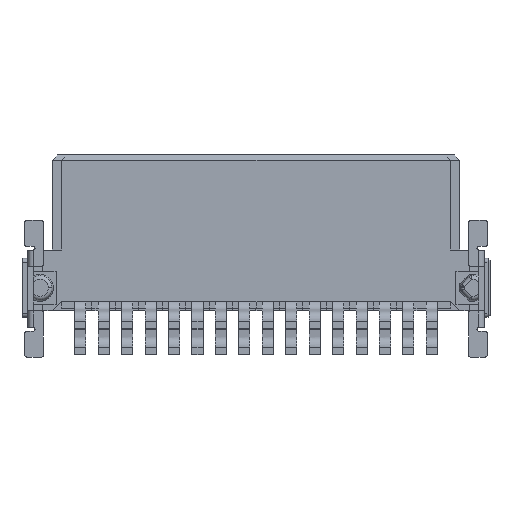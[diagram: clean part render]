
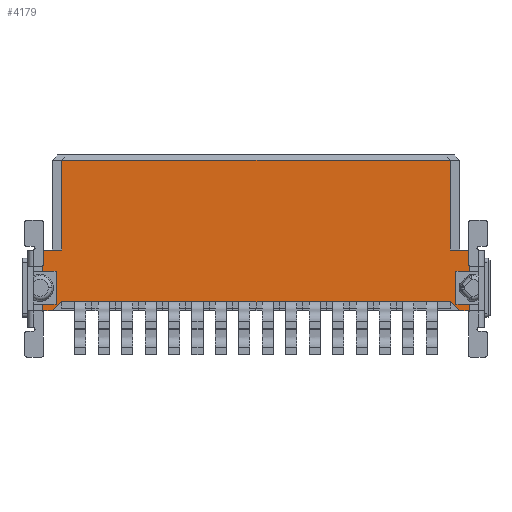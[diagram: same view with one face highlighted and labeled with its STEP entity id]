
A CAD part, front view. The second image highlights one B-rep face of the part: STEP entity #4179.
In plain terms, the highlighted planar face has unit normal (0, -1, 0).
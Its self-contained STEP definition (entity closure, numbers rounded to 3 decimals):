
#4042=AXIS2_PLACEMENT_3D('Plane Axis2P3D',#4039,#4040,#4041) ;
#2760=CARTESIAN_POINT('Line Origine',(23.88,1.373,4.65)) ;
#2764=CARTESIAN_POINT('Vertex',(23.515,1.373,4.65)) ;
#2766=CARTESIAN_POINT('Vertex',(24.245,1.373,4.65)) ;
#3173=CARTESIAN_POINT('Vertex',(23.515,1.373,2.85)) ;
#3176=CARTESIAN_POINT('Line Origine',(23.88,1.373,2.85)) ;
#3180=CARTESIAN_POINT('Vertex',(24.245,1.373,2.85)) ;
#3509=CARTESIAN_POINT('Vertex',(23.215,1.373,5.8)) ;
#3512=CARTESIAN_POINT('Line Origine',(23.73,1.373,5.8)) ;
#3516=CARTESIAN_POINT('Vertex',(24.245,1.373,5.8)) ;
#4039=CARTESIAN_POINT('Axis2P3D Location',(13.515,1.373,10.85)) ;
#4044=CARTESIAN_POINT('Line Origine',(12.68,1.373,3.)) ;
#4048=CARTESIAN_POINT('Vertex',(23.215,1.373,3.)) ;
#4050=CARTESIAN_POINT('Vertex',(2.145,1.373,3.)) ;
#4053=CARTESIAN_POINT('Line Origine',(23.465,1.373,2.75)) ;
#4057=CARTESIAN_POINT('Vertex',(23.715,1.373,2.5)) ;
#4060=CARTESIAN_POINT('Line Origine',(23.98,1.373,2.5)) ;
#4064=CARTESIAN_POINT('Vertex',(24.245,1.373,2.5)) ;
#4067=CARTESIAN_POINT('Line Origine',(24.245,1.373,2.675)) ;
#4072=CARTESIAN_POINT('Line Origine',(23.515,1.373,3.75)) ;
#4077=CARTESIAN_POINT('Line Origine',(24.245,1.373,5.225)) ;
#4082=CARTESIAN_POINT('Line Origine',(23.215,1.373,8.225)) ;
#4086=CARTESIAN_POINT('Vertex',(23.215,1.373,10.65)) ;
#4089=CARTESIAN_POINT('Line Origine',(12.68,1.373,10.65)) ;
#4093=CARTESIAN_POINT('Vertex',(2.145,1.373,10.65)) ;
#4096=CARTESIAN_POINT('Line Origine',(2.145,1.373,8.225)) ;
#4100=CARTESIAN_POINT('Vertex',(2.145,1.373,5.8)) ;
#4103=CARTESIAN_POINT('Line Origine',(1.63,1.373,5.8)) ;
#4107=CARTESIAN_POINT('Vertex',(1.115,1.373,5.8)) ;
#4110=CARTESIAN_POINT('Line Origine',(1.115,1.373,5.225)) ;
#4114=CARTESIAN_POINT('Vertex',(1.115,1.373,4.65)) ;
#4117=CARTESIAN_POINT('Line Origine',(1.48,1.373,4.65)) ;
#4121=CARTESIAN_POINT('Vertex',(1.845,1.373,4.65)) ;
#4124=CARTESIAN_POINT('Line Origine',(1.845,1.373,3.75)) ;
#4128=CARTESIAN_POINT('Vertex',(1.845,1.373,2.85)) ;
#4131=CARTESIAN_POINT('Line Origine',(1.48,1.373,2.85)) ;
#4135=CARTESIAN_POINT('Vertex',(1.115,1.373,2.85)) ;
#4138=CARTESIAN_POINT('Line Origine',(1.115,1.373,2.675)) ;
#4142=CARTESIAN_POINT('Vertex',(1.115,1.373,2.5)) ;
#4145=CARTESIAN_POINT('Line Origine',(1.38,1.373,2.5)) ;
#4149=CARTESIAN_POINT('Vertex',(1.645,1.373,2.5)) ;
#4152=CARTESIAN_POINT('Line Origine',(1.895,1.373,2.75)) ;
#2761=DIRECTION('Vector Direction',(1.,0.,0.)) ;
#3177=DIRECTION('Vector Direction',(-1.,0.,0.)) ;
#3513=DIRECTION('Vector Direction',(-1.,0.,0.)) ;
#4040=DIRECTION('Axis2P3D Direction',(0.,-1.,0.)) ;
#4041=DIRECTION('Axis2P3D XDirection',(0.,0.,-1.)) ;
#4045=DIRECTION('Vector Direction',(-1.,0.,0.)) ;
#4054=DIRECTION('Vector Direction',(0.707,0.,-0.707)) ;
#4061=DIRECTION('Vector Direction',(1.,0.,0.)) ;
#4068=DIRECTION('Vector Direction',(0.,0.,1.)) ;
#4073=DIRECTION('Vector Direction',(0.,0.,1.)) ;
#4078=DIRECTION('Vector Direction',(0.,0.,1.)) ;
#4083=DIRECTION('Vector Direction',(0.,0.,1.)) ;
#4090=DIRECTION('Vector Direction',(-1.,0.,0.)) ;
#4097=DIRECTION('Vector Direction',(0.,0.,-1.)) ;
#4104=DIRECTION('Vector Direction',(-1.,0.,0.)) ;
#4111=DIRECTION('Vector Direction',(0.,0.,-1.)) ;
#4118=DIRECTION('Vector Direction',(1.,0.,0.)) ;
#4125=DIRECTION('Vector Direction',(0.,0.,-1.)) ;
#4132=DIRECTION('Vector Direction',(-1.,0.,0.)) ;
#4139=DIRECTION('Vector Direction',(0.,0.,-1.)) ;
#4146=DIRECTION('Vector Direction',(1.,0.,0.)) ;
#4153=DIRECTION('Vector Direction',(0.707,0.,0.707)) ;
#2762=VECTOR('Line Direction',#2761,1.) ;
#3178=VECTOR('Line Direction',#3177,1.) ;
#3514=VECTOR('Line Direction',#3513,1.) ;
#4046=VECTOR('Line Direction',#4045,1.) ;
#4055=VECTOR('Line Direction',#4054,1.) ;
#4062=VECTOR('Line Direction',#4061,1.) ;
#4069=VECTOR('Line Direction',#4068,1.) ;
#4074=VECTOR('Line Direction',#4073,1.) ;
#4079=VECTOR('Line Direction',#4078,1.) ;
#4084=VECTOR('Line Direction',#4083,1.) ;
#4091=VECTOR('Line Direction',#4090,1.) ;
#4098=VECTOR('Line Direction',#4097,1.) ;
#4105=VECTOR('Line Direction',#4104,1.) ;
#4112=VECTOR('Line Direction',#4111,1.) ;
#4119=VECTOR('Line Direction',#4118,1.) ;
#4126=VECTOR('Line Direction',#4125,1.) ;
#4133=VECTOR('Line Direction',#4132,1.) ;
#4140=VECTOR('Line Direction',#4139,1.) ;
#4147=VECTOR('Line Direction',#4146,1.) ;
#4154=VECTOR('Line Direction',#4153,1.) ;
#4158=ORIENTED_EDGE('',*,*,#4052,.F.) ;
#4159=ORIENTED_EDGE('',*,*,#4059,.T.) ;
#4160=ORIENTED_EDGE('',*,*,#4066,.T.) ;
#4161=ORIENTED_EDGE('',*,*,#4071,.T.) ;
#4162=ORIENTED_EDGE('',*,*,#3182,.T.) ;
#4163=ORIENTED_EDGE('',*,*,#4076,.T.) ;
#4164=ORIENTED_EDGE('',*,*,#2768,.T.) ;
#4165=ORIENTED_EDGE('',*,*,#4081,.T.) ;
#4166=ORIENTED_EDGE('',*,*,#3518,.T.) ;
#4167=ORIENTED_EDGE('',*,*,#4088,.T.) ;
#4168=ORIENTED_EDGE('',*,*,#4095,.T.) ;
#4169=ORIENTED_EDGE('',*,*,#4102,.T.) ;
#4170=ORIENTED_EDGE('',*,*,#4109,.T.) ;
#4171=ORIENTED_EDGE('',*,*,#4116,.T.) ;
#4172=ORIENTED_EDGE('',*,*,#4123,.T.) ;
#4173=ORIENTED_EDGE('',*,*,#4130,.T.) ;
#4174=ORIENTED_EDGE('',*,*,#4137,.T.) ;
#4175=ORIENTED_EDGE('',*,*,#4144,.T.) ;
#4176=ORIENTED_EDGE('',*,*,#4151,.T.) ;
#4177=ORIENTED_EDGE('',*,*,#4156,.T.) ;
#4179=ADVANCED_FACE('Hauptk\X2\00F6\X0\rper',(#4178),#4043,.T.) ;
#2768=EDGE_CURVE('',#2765,#2767,#2763,.T.) ;
#3182=EDGE_CURVE('',#3181,#3174,#3179,.T.) ;
#3518=EDGE_CURVE('',#3517,#3510,#3515,.T.) ;
#4052=EDGE_CURVE('',#4049,#4051,#4047,.T.) ;
#4059=EDGE_CURVE('',#4049,#4058,#4056,.T.) ;
#4066=EDGE_CURVE('',#4058,#4065,#4063,.T.) ;
#4071=EDGE_CURVE('',#4065,#3181,#4070,.T.) ;
#4076=EDGE_CURVE('',#3174,#2765,#4075,.T.) ;
#4081=EDGE_CURVE('',#2767,#3517,#4080,.T.) ;
#4088=EDGE_CURVE('',#3510,#4087,#4085,.T.) ;
#4095=EDGE_CURVE('',#4087,#4094,#4092,.T.) ;
#4102=EDGE_CURVE('',#4094,#4101,#4099,.T.) ;
#4109=EDGE_CURVE('',#4101,#4108,#4106,.T.) ;
#4116=EDGE_CURVE('',#4108,#4115,#4113,.T.) ;
#4123=EDGE_CURVE('',#4115,#4122,#4120,.T.) ;
#4130=EDGE_CURVE('',#4122,#4129,#4127,.T.) ;
#4137=EDGE_CURVE('',#4129,#4136,#4134,.T.) ;
#4144=EDGE_CURVE('',#4136,#4143,#4141,.T.) ;
#4151=EDGE_CURVE('',#4143,#4150,#4148,.T.) ;
#4156=EDGE_CURVE('',#4150,#4051,#4155,.T.) ;
#4157=EDGE_LOOP('',(#4158,#4159,#4160,#4161,#4162,#4163,#4164,#4165,#4166,#4167,#4168,#4169,#4170,#4171,#4172,#4173,#4174,#4175,#4176,#4177)) ;
#4178=FACE_OUTER_BOUND('',#4157,.T.) ;
#2763=LINE('Line',#2760,#2762) ;
#3179=LINE('Line',#3176,#3178) ;
#3515=LINE('Line',#3512,#3514) ;
#4047=LINE('Line',#4044,#4046) ;
#4056=LINE('Line',#4053,#4055) ;
#4063=LINE('Line',#4060,#4062) ;
#4070=LINE('Line',#4067,#4069) ;
#4075=LINE('Line',#4072,#4074) ;
#4080=LINE('Line',#4077,#4079) ;
#4085=LINE('Line',#4082,#4084) ;
#4092=LINE('Line',#4089,#4091) ;
#4099=LINE('Line',#4096,#4098) ;
#4106=LINE('Line',#4103,#4105) ;
#4113=LINE('Line',#4110,#4112) ;
#4120=LINE('Line',#4117,#4119) ;
#4127=LINE('Line',#4124,#4126) ;
#4134=LINE('Line',#4131,#4133) ;
#4141=LINE('Line',#4138,#4140) ;
#4148=LINE('Line',#4145,#4147) ;
#4155=LINE('Line',#4152,#4154) ;
#4043=PLANE('',#4042) ;
#2765=VERTEX_POINT('',#2764) ;
#2767=VERTEX_POINT('',#2766) ;
#3174=VERTEX_POINT('',#3173) ;
#3181=VERTEX_POINT('',#3180) ;
#3510=VERTEX_POINT('',#3509) ;
#3517=VERTEX_POINT('',#3516) ;
#4049=VERTEX_POINT('',#4048) ;
#4051=VERTEX_POINT('',#4050) ;
#4058=VERTEX_POINT('',#4057) ;
#4065=VERTEX_POINT('',#4064) ;
#4087=VERTEX_POINT('',#4086) ;
#4094=VERTEX_POINT('',#4093) ;
#4101=VERTEX_POINT('',#4100) ;
#4108=VERTEX_POINT('',#4107) ;
#4115=VERTEX_POINT('',#4114) ;
#4122=VERTEX_POINT('',#4121) ;
#4129=VERTEX_POINT('',#4128) ;
#4136=VERTEX_POINT('',#4135) ;
#4143=VERTEX_POINT('',#4142) ;
#4150=VERTEX_POINT('',#4149) ;
